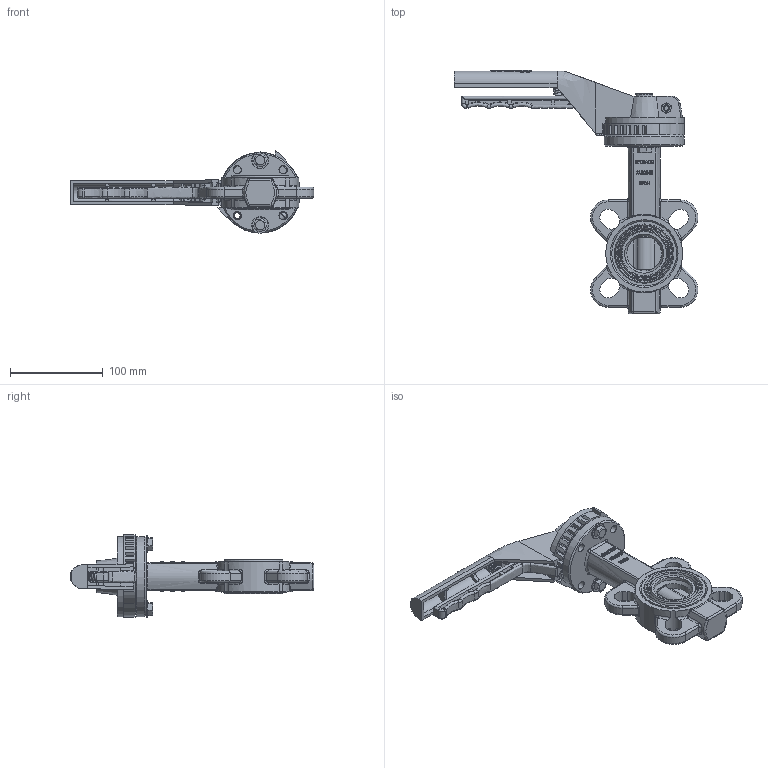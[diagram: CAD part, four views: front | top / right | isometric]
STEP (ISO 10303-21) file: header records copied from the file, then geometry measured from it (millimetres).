
FILE_DESCRIPTION(/* description */ ('1150040'),/* implementation_level */ '2;1');
FILE_NAME(/* name */ '1150040.stp',/* time_stamp */ '2016-07-01T14:19:41+02:00',/* author */ ('jmorand'),/* organization */ ('Sferaco'),/* preprocessor_version */ 'ST-DEVELOPER v16.1',/* originating_system */ 'Autodesk Inventor 2016',/* authorisation */ '');
FILE_SCHEMA (('AUTOMOTIVE_DESIGN { 1 0 10303 214 3 1 1 }'));
Products named in the file (20): CW3240_DN32-40; ELASTOMERO32-40_Predeterminada; MP40_Predeterminada; ARSEG32-50_Predeterminar; BRIDA 88 DN32-100 (760-1443-050-A3-B)___; TORN_EXAG_DIN_933 M8 LONG25_M8; ARAN32-50; ARM6933_Predeterminar; EJE40CDO_Predeterminar; JT50; JT50 SUPERIOR; MP DN32-100___; GATILLO MP DN32-100___; MUELLEMPPQÑO_Predeterminar; M6-DIN933-27_Predeterminar; TM6933 M6_Predeterminar; CHAPAMP32100; TAPON; MANDO PALANCA DN30-100; VW3240CDO
Assembly tree (21 placements, depth 3):
  VW3240CDO
    CW3240_DN32-40
    ELASTOMERO32-40_Predeterminada
    MP40_Predeterminada
    ARSEG32-50_Predeterminar
    BRIDA 88 DN32-100 (760-1443-050-A3-B)___
    TORN_EXAG_DIN_933 M8 LONG25_M8  x2
    ARAN32-50
    ARM6933_Predeterminar  x2
    EJE40CDO_Predeterminar
    JT50
    JT50 SUPERIOR
    MANDO PALANCA DN30-100
      MP DN32-100___
      GATILLO MP DN32-100___
      MUELLEMPPQÑO_Predeterminar
      M6-DIN933-27_Predeterminar
      TM6933 M6_Predeterminar
      CHAPAMP32100
      TAPON
Bounding box: 262.86 x 263 x 89.53 mm (x, y, z)
Volume: 533349.4 mm3; surface area: 184798.9 mm2
Topology: 20 solids, 20 shells, 1992 faces, 5167 edges, 3287 vertices
Faces by surface type: plane 905, cylinder 417, bspline 404, torus 170, cone 87, sphere 9
Full cylindrical faces by diameter (mm): 4.7 x2, 6 x4, 6.2 x5, 6.6 x2, 7 x4, 7.4 x1, 8 x5, 8.2 x1, 8.5 x4, 9 x6, 9.3 x1, 9.5 x1, 10 x5, 10.2 x4, 11 x4, 11.2 x1, 11.5 x1, 12 x3, 13 x2, 18 x2, 18.5 x1, 24 x1, 30 x1, 42.187 x2, 55 x1, 70 x2, 86.3 x1
Entity records: 71052 total; most frequent: CARTESIAN_POINT 24980, ORIENTED_EDGE 9858, DIRECTION 8537, EDGE_CURVE 4929, VERTEX_POINT 3212, AXIS2_PLACEMENT_3D 2939, LINE 2659, VECTOR 2659
